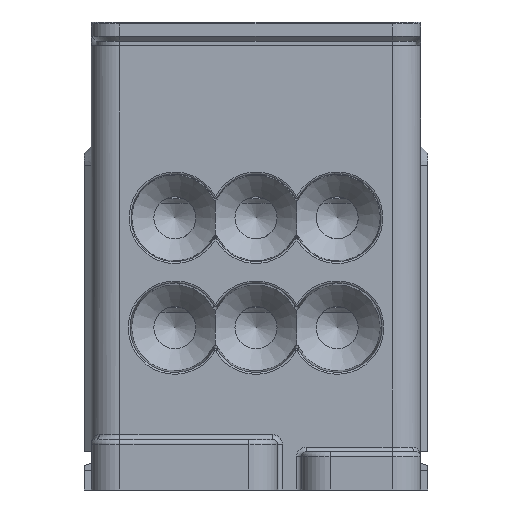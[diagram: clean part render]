
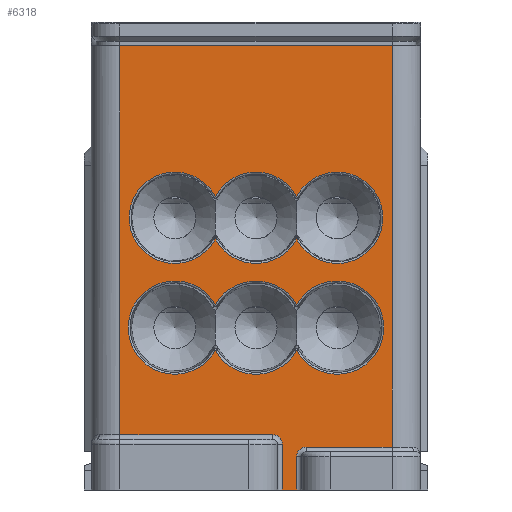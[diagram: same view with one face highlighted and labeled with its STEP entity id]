
A CAD part, front view. The second image highlights one B-rep face of the part: STEP entity #6318.
In plain terms, the highlighted planar face has unit normal (0, -1, 0).
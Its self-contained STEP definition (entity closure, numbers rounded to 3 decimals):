
#221=LINE('',#9351,#594);
#222=LINE('',#9353,#595);
#223=LINE('',#9357,#596);
#224=LINE('',#9359,#597);
#225=LINE('',#9361,#598);
#226=LINE('',#9365,#599);
#227=LINE('',#9367,#600);
#594=VECTOR('',#7398,40.7);
#595=VECTOR('',#7399,16.);
#596=VECTOR('',#7402,4.8);
#597=VECTOR('',#7403,1.5);
#598=VECTOR('',#7404,3.5);
#599=VECTOR('',#7407,9.);
#600=VECTOR('',#7408,42.);
#955=PLANE('',#6740);
#1126=FACE_BOUND('',#1828,.T.);
#1127=FACE_BOUND('',#1829,.T.);
#1227=B_SPLINE_CURVE_WITH_KNOTS('',3,(#9344,#9345,#9346,#9347,#9348,#9349),
 .UNSPECIFIED.,.F.,.F.,(4,2,4),(0.085,1.425,2.85),
 .UNSPECIFIED.);
#1228=B_SPLINE_CURVE_WITH_KNOTS('',3,(#9368,#9369,#9370,#9371),
 .UNSPECIFIED.,.F.,.F.,(4,4),(0.,0.085),.UNSPECIFIED.);
#1420=FACE_OUTER_BOUND('',#1827,.T.);
#1827=EDGE_LOOP('',(#4103,#4104,#4105,#4106,#4107,#4108,#4109,#4110,#4111,
#4112,#4113));
#1828=EDGE_LOOP('',(#4114,#4115,#4116,#4117));
#1829=EDGE_LOOP('',(#4118,#4119,#4120,#4121));
#2293=CIRCLE('',#6741,1.);
#2294=CIRCLE('',#6742,1.);
#2295=CIRCLE('',#6743,4.884);
#2296=CIRCLE('',#6744,4.884);
#2297=CIRCLE('',#6745,4.884);
#2298=CIRCLE('',#6746,4.884);
#2299=CIRCLE('',#6747,4.788);
#2300=CIRCLE('',#6748,4.788);
#2301=CIRCLE('',#6749,4.788);
#2302=CIRCLE('',#6750,4.788);
#2606=VERTEX_POINT('',#9342);
#2607=VERTEX_POINT('',#9343);
#2608=VERTEX_POINT('',#9350);
#2609=VERTEX_POINT('',#9352);
#2610=VERTEX_POINT('',#9354);
#2611=VERTEX_POINT('',#9356);
#2612=VERTEX_POINT('',#9358);
#2613=VERTEX_POINT('',#9360);
#2614=VERTEX_POINT('',#9362);
#2615=VERTEX_POINT('',#9364);
#2616=VERTEX_POINT('',#9366);
#2617=VERTEX_POINT('',#9372);
#2618=VERTEX_POINT('',#9373);
#2619=VERTEX_POINT('',#9375);
#2620=VERTEX_POINT('',#9377);
#2621=VERTEX_POINT('',#9380);
#2622=VERTEX_POINT('',#9381);
#2623=VERTEX_POINT('',#9383);
#2624=VERTEX_POINT('',#9385);
#3193=EDGE_CURVE('',#2606,#2607,#1227,.T.);
#3194=EDGE_CURVE('',#2608,#2607,#221,.T.);
#3195=EDGE_CURVE('',#2609,#2608,#222,.T.);
#3196=EDGE_CURVE('',#2610,#2609,#2293,.T.);
#3197=EDGE_CURVE('',#2611,#2610,#223,.T.);
#3198=EDGE_CURVE('',#2611,#2612,#224,.T.);
#3199=EDGE_CURVE('',#2613,#2612,#225,.T.);
#3200=EDGE_CURVE('',#2614,#2613,#2294,.T.);
#3201=EDGE_CURVE('',#2615,#2614,#226,.T.);
#3202=EDGE_CURVE('',#2616,#2615,#227,.T.);
#3203=EDGE_CURVE('',#2616,#2606,#1228,.T.);
#3204=EDGE_CURVE('',#2617,#2618,#2295,.T.);
#3205=EDGE_CURVE('',#2619,#2617,#2296,.T.);
#3206=EDGE_CURVE('',#2620,#2619,#2297,.T.);
#3207=EDGE_CURVE('',#2618,#2620,#2298,.T.);
#3208=EDGE_CURVE('',#2621,#2622,#2299,.T.);
#3209=EDGE_CURVE('',#2623,#2621,#2300,.T.);
#3210=EDGE_CURVE('',#2624,#2623,#2301,.T.);
#3211=EDGE_CURVE('',#2622,#2624,#2302,.T.);
#4103=ORIENTED_EDGE('',*,*,#3193,.T.);
#4104=ORIENTED_EDGE('',*,*,#3194,.F.);
#4105=ORIENTED_EDGE('',*,*,#3195,.F.);
#4106=ORIENTED_EDGE('',*,*,#3196,.F.);
#4107=ORIENTED_EDGE('',*,*,#3197,.F.);
#4108=ORIENTED_EDGE('',*,*,#3198,.T.);
#4109=ORIENTED_EDGE('',*,*,#3199,.F.);
#4110=ORIENTED_EDGE('',*,*,#3200,.F.);
#4111=ORIENTED_EDGE('',*,*,#3201,.F.);
#4112=ORIENTED_EDGE('',*,*,#3202,.F.);
#4113=ORIENTED_EDGE('',*,*,#3203,.T.);
#4114=ORIENTED_EDGE('',*,*,#3204,.F.);
#4115=ORIENTED_EDGE('',*,*,#3205,.F.);
#4116=ORIENTED_EDGE('',*,*,#3206,.F.);
#4117=ORIENTED_EDGE('',*,*,#3207,.F.);
#4118=ORIENTED_EDGE('',*,*,#3208,.F.);
#4119=ORIENTED_EDGE('',*,*,#3209,.F.);
#4120=ORIENTED_EDGE('',*,*,#3210,.F.);
#4121=ORIENTED_EDGE('',*,*,#3211,.F.);
#6318=ADVANCED_FACE('',(#1420,#1126,#1127),#955,.T.);
#6740=AXIS2_PLACEMENT_3D('',#9341,#7396,#7397);
#6741=AXIS2_PLACEMENT_3D('',#9355,#7400,#7401);
#6742=AXIS2_PLACEMENT_3D('',#9363,#7405,#7406);
#6743=AXIS2_PLACEMENT_3D('',#9374,#7409,#7410);
#6744=AXIS2_PLACEMENT_3D('',#9376,#7411,#7412);
#6745=AXIS2_PLACEMENT_3D('',#9378,#7413,#7414);
#6746=AXIS2_PLACEMENT_3D('',#9379,#7415,#7416);
#6747=AXIS2_PLACEMENT_3D('',#9382,#7417,#7418);
#6748=AXIS2_PLACEMENT_3D('',#9384,#7419,#7420);
#6749=AXIS2_PLACEMENT_3D('',#9386,#7421,#7422);
#6750=AXIS2_PLACEMENT_3D('',#9387,#7423,#7424);
#7396=DIRECTION('center_axis',(0.,-1.,0.));
#7397=DIRECTION('ref_axis',(1.,0.,0.));
#7398=DIRECTION('',(0.,0.,1.));
#7399=DIRECTION('',(-1.,0.,0.));
#7400=DIRECTION('center_axis',(0.,-1.,0.));
#7401=DIRECTION('ref_axis',(0.707,0.,0.707));
#7402=DIRECTION('',(0.,0.,1.));
#7403=DIRECTION('',(1.,0.,0.));
#7404=DIRECTION('',(0.,0.,-1.));
#7405=DIRECTION('center_axis',(0.,-1.,0.));
#7406=DIRECTION('ref_axis',(-0.707,0.,0.707));
#7407=DIRECTION('',(-1.,0.,0.));
#7408=DIRECTION('',(0.,0.,-1.));
#7409=DIRECTION('center_axis',(0.,-1.,0.));
#7410=DIRECTION('ref_axis',(1.,0.,0.));
#7411=DIRECTION('center_axis',(0.,-1.,0.));
#7412=DIRECTION('ref_axis',(0.,0.,-1.));
#7413=DIRECTION('center_axis',(0.,-1.,0.));
#7414=DIRECTION('ref_axis',(-1.,0.,0.));
#7415=DIRECTION('center_axis',(0.,-1.,0.));
#7416=DIRECTION('ref_axis',(0.,0.,1.));
#7417=DIRECTION('center_axis',(0.,-1.,0.));
#7418=DIRECTION('ref_axis',(1.,0.,0.));
#7419=DIRECTION('center_axis',(0.,-1.,0.));
#7420=DIRECTION('ref_axis',(0.,0.,-1.));
#7421=DIRECTION('center_axis',(0.,-1.,0.));
#7422=DIRECTION('ref_axis',(-1.,0.,0.));
#7423=DIRECTION('center_axis',(0.,-1.,0.));
#7424=DIRECTION('ref_axis',(0.,0.,1.));
#9341=CARTESIAN_POINT('Origin',(0.,0.,0.));
#9342=CARTESIAN_POINT('',(30.649,0.,46.5));
#9343=CARTESIAN_POINT('',(3.,0.,46.5));
#9344=CARTESIAN_POINT('Ctrl Pts',(30.649,0.,
46.5));
#9345=CARTESIAN_POINT('Ctrl Pts',(26.183,0.,
46.5));
#9346=CARTESIAN_POINT('Ctrl Pts',(21.716,0.,
46.5));
#9347=CARTESIAN_POINT('Ctrl Pts',(12.5,0.,46.5));
#9348=CARTESIAN_POINT('Ctrl Pts',(7.75,0.,46.5));
#9349=CARTESIAN_POINT('Ctrl Pts',(3.,0.,46.5));
#9350=CARTESIAN_POINT('',(3.,0.,5.8));
#9351=CARTESIAN_POINT('',(3.,0.,0.));
#9352=CARTESIAN_POINT('',(19.,0.,5.8));
#9353=CARTESIAN_POINT('',(0.,0.,5.8));
#9354=CARTESIAN_POINT('',(20.,0.,4.8));
#9355=CARTESIAN_POINT('Origin',(19.,0.,4.8));
#9356=CARTESIAN_POINT('',(20.,0.,0.));
#9357=CARTESIAN_POINT('',(20.,0.,1.325));
#9358=CARTESIAN_POINT('',(21.5,0.,0.));
#9359=CARTESIAN_POINT('',(0.,0.,0.));
#9360=CARTESIAN_POINT('',(21.5,0.,3.5));
#9361=CARTESIAN_POINT('',(21.5,0.,0.));
#9362=CARTESIAN_POINT('',(22.5,0.,4.5));
#9363=CARTESIAN_POINT('Origin',(22.5,0.,3.5));
#9364=CARTESIAN_POINT('',(31.5,0.,4.5));
#9365=CARTESIAN_POINT('',(14.125,0.,4.5));
#9366=CARTESIAN_POINT('',(31.5,0.,46.5));
#9367=CARTESIAN_POINT('',(31.5,0.,0.));
#9368=CARTESIAN_POINT('Ctrl Pts',(31.5,0.,46.5));
#9369=CARTESIAN_POINT('Ctrl Pts',(31.216,0.,
46.5));
#9370=CARTESIAN_POINT('Ctrl Pts',(30.933,0.,
46.5));
#9371=CARTESIAN_POINT('Ctrl Pts',(30.649,0.,
46.5));
#9372=CARTESIAN_POINT('',(21.5,0.,14.593));
#9373=CARTESIAN_POINT('',(21.5,0.,19.407));
#9374=CARTESIAN_POINT('Origin',(25.75,0.,17.));
#9375=CARTESIAN_POINT('',(13.,0.,14.593));
#9376=CARTESIAN_POINT('Origin',(17.25,0.,17.));
#9377=CARTESIAN_POINT('',(13.,0.,19.407));
#9378=CARTESIAN_POINT('Origin',(8.75,0.,17.));
#9379=CARTESIAN_POINT('Origin',(17.25,0.,17.));
#9380=CARTESIAN_POINT('',(21.5,0.,26.295));
#9381=CARTESIAN_POINT('',(21.5,0.,30.705));
#9382=CARTESIAN_POINT('Origin',(25.75,0.,28.5));
#9383=CARTESIAN_POINT('',(13.,0.,26.295));
#9384=CARTESIAN_POINT('Origin',(17.25,0.,28.5));
#9385=CARTESIAN_POINT('',(13.,0.,30.705));
#9386=CARTESIAN_POINT('Origin',(8.75,0.,28.5));
#9387=CARTESIAN_POINT('Origin',(17.25,0.,28.5));
